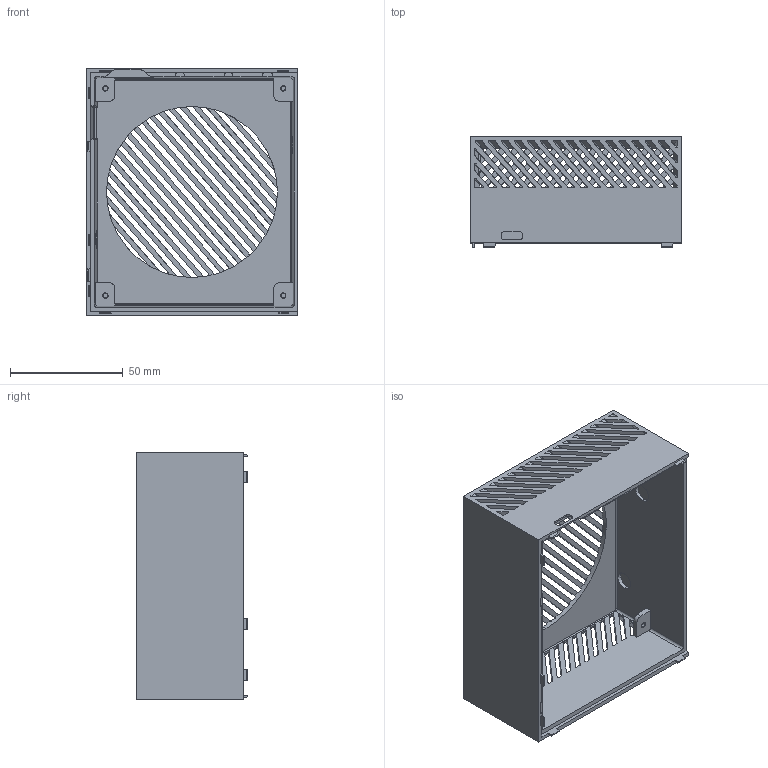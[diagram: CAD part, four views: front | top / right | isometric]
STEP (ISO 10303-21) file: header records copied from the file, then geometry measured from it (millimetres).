
FILE_DESCRIPTION(/* description */ (''),/* implementation_level */ '2;1');
FILE_NAME(/* name */ 'FAN_COVER_CONCORD_COLLAPSIBLE.stp',/* time_stamp */ '2023-11-01T20:45:56+03:00',/* author */ (''),/* organization */ (''),/* preprocessor_version */ 'ST-DEVELOPER v16.7',/* originating_system */ 'SIEMENS PLM Software NX 12.0',/* authorisation */ '');
FILE_SCHEMA (('AUTOMOTIVE_DESIGN { 1 0 10303 214 3 1 1 1 }'));
Products named in the file (1): FAN_COVER_CONCORD_COLLAPSIBLE
Bounding box: 93.9 x 49.35 x 110 mm (x, y, z)
Volume: 74677.6 mm3; surface area: 68019.9 mm2
Topology: 1 solids, 1 shells, 1352 faces, 3460 edges, 2112 vertices
Faces by surface type: cylinder 498, plane 485, bspline 219, sphere 130, cone 20
Entity records: 54139 total; most frequent: CARTESIAN_POINT 22222, ORIENTED_EDGE 6914, DIRECTION 6352, EDGE_CURVE 3457, AXIS2_PLACEMENT_3D 2202, VERTEX_POINT 2112, LINE 1948, VECTOR 1948
